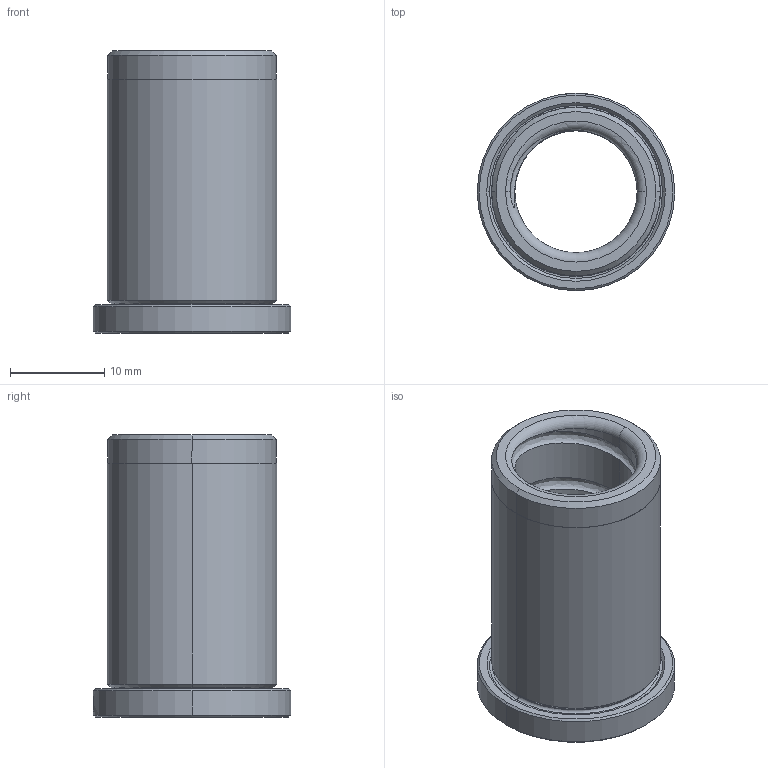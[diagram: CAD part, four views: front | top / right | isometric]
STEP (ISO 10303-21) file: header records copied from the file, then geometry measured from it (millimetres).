
FILE_DESCRIPTION (( 'STEP AP214' ), '1' );
FILE_NAME ('GBHV-D18-d13-L30.step', '2021-09-11T10:26:23', ( 'User' ), ( 'china' ), 'SwSTEP 2.0', 'SolidWorks 2016', '' );
FILE_SCHEMA (( 'AUTOMOTIVE_DESIGN' ));
Length unit declared in the file: millimetre
Products named in the file (1): GBHV-D18-d13-L30
Bounding box: 21 x 21 x 30 mm (x, y, z)
Volume: 3765.5 mm3; surface area: 3482.3 mm2
Topology: 1 solids, 1 shells, 65 faces, 156 edges, 98 vertices
Faces by surface type: cylinder 32, plane 13, cone 10, torus 8, bspline 2
Entity records: 3591 total; most frequent: CARTESIAN_POINT 2128, ORIENTED_EDGE 312, DIRECTION 285, EDGE_CURVE 156, AXIS2_PLACEMENT_3D 115, VERTEX_POINT 98, EDGE_LOOP 72, ADVANCED_FACE 65
